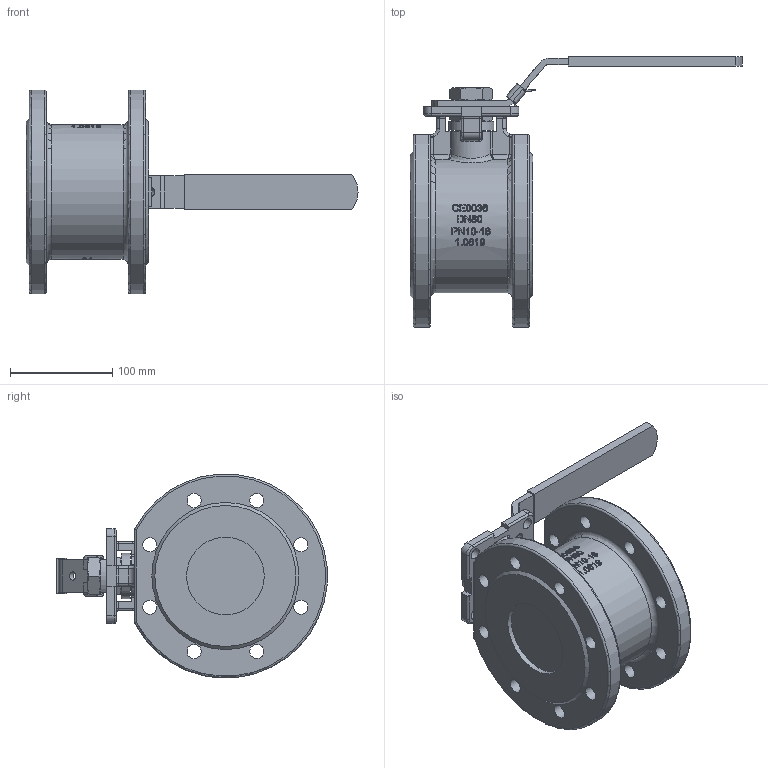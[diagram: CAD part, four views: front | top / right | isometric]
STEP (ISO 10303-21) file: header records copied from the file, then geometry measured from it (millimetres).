
FILE_DESCRIPTION(/* description */ ('Kugelhahn DN80 handbetätigt (PN16) - Konturvereinfachung'),/* implementation_level */ '2;1');
FILE_NAME(/* name */ '79-80-16.stp',/* time_stamp */ '2016-10-31T12:38:27+01:00',/* author */ ('sci'),/* organization */ (''),/* preprocessor_version */ 'ST-DEVELOPER v16.1',/* originating_system */ 'Autodesk Inventor 2016',/* authorisation */ '');
FILE_SCHEMA (('AUTOMOTIVE_DESIGN { 1 0 10303 214 3 1 1 }'));
Products named in the file (1): ENG-006121
Bounding box: 325 x 264.65 x 199.6 mm (x, y, z)
Volume: 2393041 mm3; surface area: 222541.5 mm2
Topology: 1 solids, 1 shells, 1023 faces, 2747 edges, 1765 vertices
Faces by surface type: plane 383, bspline 364, cylinder 204, cone 40, torus 28, sphere 4
Full cylindrical faces by diameter (mm): 8 x6, 9 x4, 11 x4, 13.835 x16, 20.269 x1, 23.825 x1, 24 x1, 44.45 x1, 54 x1, 76 x2
Entity records: 101074 total; most frequent: CARTESIAN_POINT 77291, ORIENTED_EDGE 5328, DIRECTION 3519, EDGE_CURVE 2664, VERTEX_POINT 1745, LINE 1275, VECTOR 1275, EDGE_LOOP 1209
